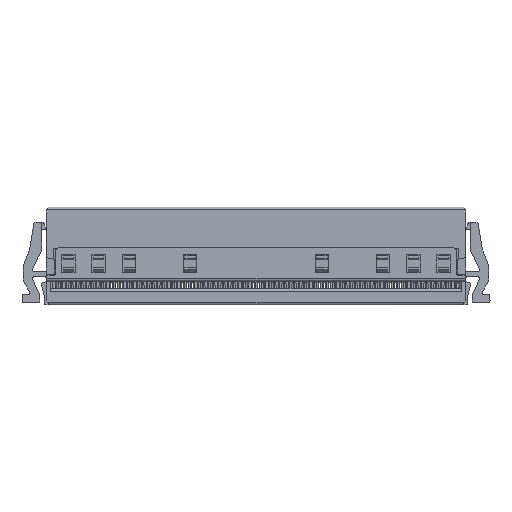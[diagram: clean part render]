
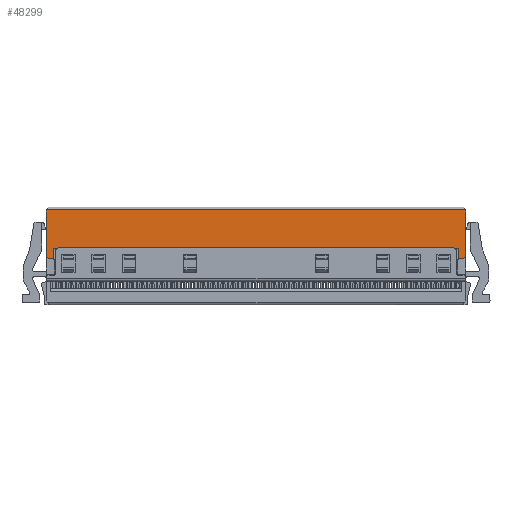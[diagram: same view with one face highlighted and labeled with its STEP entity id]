
A CAD part, top view. The second image highlights one B-rep face of the part: STEP entity #48299.
In plain terms, the highlighted planar face has unit normal (0, 0, 1).
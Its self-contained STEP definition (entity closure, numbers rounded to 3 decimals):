
#48249=AXIS2_PLACEMENT_3D('Plane Axis2P3D',#48246,#48247,#48248) ;
#30503=CARTESIAN_POINT('Vertex',(55.565,11.859,4.325)) ;
#30506=CARTESIAN_POINT('Line Origine',(55.565,8.869,4.325)) ;
#30510=CARTESIAN_POINT('Vertex',(55.565,5.88,4.325)) ;
#30679=CARTESIAN_POINT('Vertex',(3.015,5.88,4.325)) ;
#30682=CARTESIAN_POINT('Line Origine',(3.015,8.869,4.325)) ;
#30686=CARTESIAN_POINT('Vertex',(3.015,11.859,4.325)) ;
#48246=CARTESIAN_POINT('Axis2P3D Location',(2.771,12.4,4.325)) ;
#48251=CARTESIAN_POINT('Line Origine',(29.29,11.859,4.325)) ;
#48256=CARTESIAN_POINT('Line Origine',(3.455,5.802,4.325)) ;
#48260=CARTESIAN_POINT('Vertex',(3.895,5.725,4.325)) ;
#48263=CARTESIAN_POINT('Line Origine',(3.895,6.402,4.325)) ;
#48267=CARTESIAN_POINT('Vertex',(3.895,7.08,4.325)) ;
#48270=CARTESIAN_POINT('Line Origine',(29.29,7.08,4.325)) ;
#48274=CARTESIAN_POINT('Vertex',(54.685,7.08,4.325)) ;
#48277=CARTESIAN_POINT('Line Origine',(54.685,6.402,4.325)) ;
#48281=CARTESIAN_POINT('Vertex',(54.685,5.725,4.325)) ;
#48284=CARTESIAN_POINT('Line Origine',(55.125,5.802,4.325)) ;
#30507=DIRECTION('Vector Direction',(0.,1.,0.)) ;
#30683=DIRECTION('Vector Direction',(0.,-1.,0.)) ;
#48247=DIRECTION('Axis2P3D Direction',(-0.,0.,1.)) ;
#48248=DIRECTION('Axis2P3D XDirection',(0.,-1.,0.)) ;
#48252=DIRECTION('Vector Direction',(-1.,0.,0.)) ;
#48257=DIRECTION('Vector Direction',(0.985,-0.174,0.)) ;
#48264=DIRECTION('Vector Direction',(0.,1.,0.)) ;
#48271=DIRECTION('Vector Direction',(1.,0.,0.)) ;
#48278=DIRECTION('Vector Direction',(0.,-1.,0.)) ;
#48285=DIRECTION('Vector Direction',(0.985,0.174,0.)) ;
#30508=VECTOR('Line Direction',#30507,1.) ;
#30684=VECTOR('Line Direction',#30683,1.) ;
#48253=VECTOR('Line Direction',#48252,1.) ;
#48258=VECTOR('Line Direction',#48257,1.) ;
#48265=VECTOR('Line Direction',#48264,1.) ;
#48272=VECTOR('Line Direction',#48271,1.) ;
#48279=VECTOR('Line Direction',#48278,1.) ;
#48286=VECTOR('Line Direction',#48285,1.) ;
#48290=ORIENTED_EDGE('',*,*,#48255,.T.) ;
#48291=ORIENTED_EDGE('',*,*,#30688,.T.) ;
#48292=ORIENTED_EDGE('',*,*,#48262,.T.) ;
#48293=ORIENTED_EDGE('',*,*,#48269,.T.) ;
#48294=ORIENTED_EDGE('',*,*,#48276,.T.) ;
#48295=ORIENTED_EDGE('',*,*,#48283,.T.) ;
#48296=ORIENTED_EDGE('',*,*,#48288,.T.) ;
#48297=ORIENTED_EDGE('',*,*,#30512,.T.) ;
#48299=ADVANCED_FACE('Hauptk\X2\00F6\X0\rper',(#48298),#48250,.T.) ;
#30512=EDGE_CURVE('',#30511,#30504,#30509,.T.) ;
#30688=EDGE_CURVE('',#30687,#30680,#30685,.T.) ;
#48255=EDGE_CURVE('',#30504,#30687,#48254,.T.) ;
#48262=EDGE_CURVE('',#30680,#48261,#48259,.T.) ;
#48269=EDGE_CURVE('',#48261,#48268,#48266,.T.) ;
#48276=EDGE_CURVE('',#48268,#48275,#48273,.T.) ;
#48283=EDGE_CURVE('',#48275,#48282,#48280,.T.) ;
#48288=EDGE_CURVE('',#48282,#30511,#48287,.T.) ;
#48289=EDGE_LOOP('',(#48290,#48291,#48292,#48293,#48294,#48295,#48296,#48297)) ;
#48298=FACE_OUTER_BOUND('',#48289,.T.) ;
#30509=LINE('Line',#30506,#30508) ;
#30685=LINE('Line',#30682,#30684) ;
#48254=LINE('Line',#48251,#48253) ;
#48259=LINE('Line',#48256,#48258) ;
#48266=LINE('Line',#48263,#48265) ;
#48273=LINE('Line',#48270,#48272) ;
#48280=LINE('Line',#48277,#48279) ;
#48287=LINE('Line',#48284,#48286) ;
#48250=PLANE('',#48249) ;
#30504=VERTEX_POINT('',#30503) ;
#30511=VERTEX_POINT('',#30510) ;
#30680=VERTEX_POINT('',#30679) ;
#30687=VERTEX_POINT('',#30686) ;
#48261=VERTEX_POINT('',#48260) ;
#48268=VERTEX_POINT('',#48267) ;
#48275=VERTEX_POINT('',#48274) ;
#48282=VERTEX_POINT('',#48281) ;
